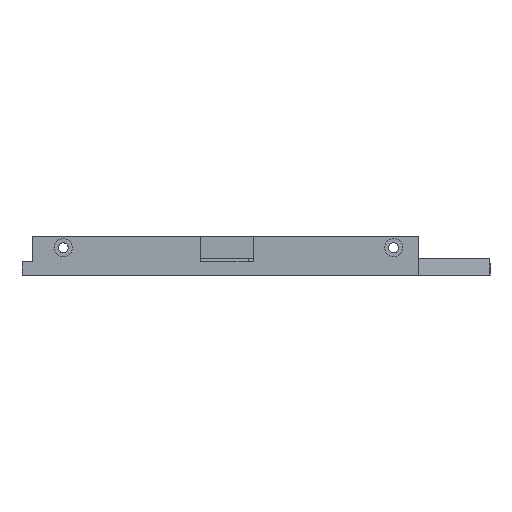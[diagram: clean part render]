
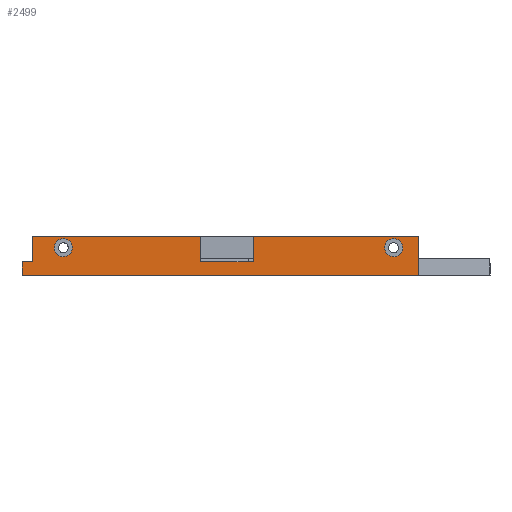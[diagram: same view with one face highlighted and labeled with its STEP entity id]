
A CAD part, left-side view. The second image highlights one B-rep face of the part: STEP entity #2499.
In plain terms, the highlighted face is planar.
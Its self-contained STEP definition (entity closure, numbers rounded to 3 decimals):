
#16 = DIRECTION ( 'NONE',  ( 0., 1., 0. ) ) ;
#23 = EDGE_CURVE ( 'NONE', #167, #97, #3060, .T. ) ;
#36 = VECTOR ( 'NONE', #1620, 1000. ) ;
#57 = CARTESIAN_POINT ( 'NONE',  ( 58., 85., 1.1 ) ) ;
#73 = CIRCLE ( 'NONE', #3301, 3.25 ) ;
#97 = VERTEX_POINT ( 'NONE', #2806 ) ;
#117 = CARTESIAN_POINT ( 'NONE',  ( 58., 70., -0.75 ) ) ;
#167 = VERTEX_POINT ( 'NONE', #777 ) ;
#177 = VERTEX_POINT ( 'NONE', #1824 ) ;
#181 = DIRECTION ( 'NONE',  ( 0., 0., -1. ) ) ;
#266 = LINE ( 'NONE', #3348, #2987 ) ;
#288 = CARTESIAN_POINT ( 'NONE',  ( 58., 70., -4. ) ) ;
#295 = EDGE_CURVE ( 'NONE', #2921, #2709, #3175, .T. ) ;
#298 = DIRECTION ( 'NONE',  ( 0., 0., -1. ) ) ;
#299 = CARTESIAN_POINT ( 'NONE',  ( 58., 81.1, -8. ) ) ;
#344 = AXIS2_PLACEMENT_3D ( 'NONE', #2353, #1401, #1666 ) ;
#354 = CARTESIAN_POINT ( 'NONE',  ( 58., 81.1, 1.1 ) ) ;
#361 = LINE ( 'NONE', #57, #1514 ) ;
#430 = DIRECTION ( 'NONE',  ( 0., 0., -1. ) ) ;
#442 = FACE_BOUND ( 'NONE', #2839, .T. ) ;
#487 = EDGE_CURVE ( 'NONE', #796, #1572, #1763, .T. ) ;
#499 = AXIS2_PLACEMENT_3D ( 'NONE', #2450, #1406, #2464 ) ;
#508 = DIRECTION ( 'NONE',  ( 0., 0., -1. ) ) ;
#535 = CARTESIAN_POINT ( 'NONE',  ( 58., -50., -0.75 ) ) ;
#566 = AXIS2_PLACEMENT_3D ( 'NONE', #1887, #1877, #298 ) ;
#608 = CARTESIAN_POINT ( 'NONE',  ( 58., 85., 0. ) ) ;
#641 = VECTOR ( 'NONE', #1538, 1000. ) ;
#654 = ORIENTED_EDGE ( 'NONE', *, *, #988, .F. ) ;
#737 = EDGE_CURVE ( 'NONE', #2945, #2851, #73, .T. ) ;
#777 = CARTESIAN_POINT ( 'NONE',  ( 58., 1., 1.1 ) ) ;
#796 = VERTEX_POINT ( 'NONE', #2609 ) ;
#813 = ORIENTED_EDGE ( 'NONE', *, *, #737, .F. ) ;
#866 = ORIENTED_EDGE ( 'NONE', *, *, #487, .F. ) ;
#898 = VECTOR ( 'NONE', #3178, 1000. ) ;
#908 = EDGE_CURVE ( 'NONE', #2401, #3216, #1302, .T. ) ;
#910 = ORIENTED_EDGE ( 'NONE', *, *, #3061, .T. ) ;
#988 = EDGE_CURVE ( 'NONE', #1052, #2921, #361, .T. ) ;
#1005 = CARTESIAN_POINT ( 'NONE',  ( 58., 81.1, -8. ) ) ;
#1052 = VERTEX_POINT ( 'NONE', #1457 ) ;
#1092 = EDGE_CURVE ( 'NONE', #3216, #2401, #3214, .T. ) ;
#1093 = FACE_OUTER_BOUND ( 'NONE', #2532, .T. ) ;
#1129 = CARTESIAN_POINT ( 'NONE',  ( 58., -59., -8. ) ) ;
#1221 = AXIS2_PLACEMENT_3D ( 'NONE', #288, #2359, #508 ) ;
#1223 = CARTESIAN_POINT ( 'NONE',  ( 58., -85., -8. ) ) ;
#1284 = CARTESIAN_POINT ( 'NONE',  ( 58., 70., -4. ) ) ;
#1302 = CIRCLE ( 'NONE', #499, 3.25 ) ;
#1348 = LINE ( 'NONE', #1223, #641 ) ;
#1401 = DIRECTION ( 'NONE',  ( 1., 0., 0. ) ) ;
#1406 = DIRECTION ( 'NONE',  ( 1., 0., 0. ) ) ;
#1425 = ORIENTED_EDGE ( 'NONE', *, *, #2070, .F. ) ;
#1435 = EDGE_CURVE ( 'NONE', #2908, #97, #1348, .T. ) ;
#1457 = CARTESIAN_POINT ( 'NONE',  ( 58., 85., 1.1 ) ) ;
#1514 = VECTOR ( 'NONE', #3013, 1000. ) ;
#1538 = DIRECTION ( 'NONE',  ( 0., 1., 0. ) ) ;
#1572 = VERTEX_POINT ( 'NONE', #2264 ) ;
#1587 = CARTESIAN_POINT ( 'NONE',  ( 58., 85., 6. ) ) ;
#1599 = DIRECTION ( 'NONE',  ( 0., 0., 1. ) ) ;
#1619 = ORIENTED_EDGE ( 'NONE', *, *, #295, .F. ) ;
#1620 = DIRECTION ( 'NONE',  ( 0., 0., -1. ) ) ;
#1640 = FACE_BOUND ( 'NONE', #1875, .T. ) ;
#1666 = DIRECTION ( 'NONE',  ( 0., 1., 0. ) ) ;
#1736 = EDGE_CURVE ( 'NONE', #177, #2709, #1752, .T. ) ;
#1752 = LINE ( 'NONE', #2218, #2414 ) ;
#1763 = LINE ( 'NONE', #1587, #2247 ) ;
#1788 = CARTESIAN_POINT ( 'NONE',  ( 58., 1., -8. ) ) ;
#1806 = ORIENTED_EDGE ( 'NONE', *, *, #1092, .F. ) ;
#1824 = CARTESIAN_POINT ( 'NONE',  ( 58., 20.2, -8. ) ) ;
#1825 = DIRECTION ( 'NONE',  ( 1., 0., 0. ) ) ;
#1855 = CARTESIAN_POINT ( 'NONE',  ( 58., 20.2, 1.1 ) ) ;
#1875 = EDGE_LOOP ( 'NONE', ( #1806, #1901 ) ) ;
#1877 = DIRECTION ( 'NONE',  ( 1., 0., 0. ) ) ;
#1887 = CARTESIAN_POINT ( 'NONE',  ( 58., -50., -4. ) ) ;
#1901 = ORIENTED_EDGE ( 'NONE', *, *, #908, .F. ) ;
#1953 = LINE ( 'NONE', #2935, #3323 ) ;
#1975 = VECTOR ( 'NONE', #2985, 1000. ) ;
#1982 = CIRCLE ( 'NONE', #1221, 3.25 ) ;
#2008 = EDGE_CURVE ( 'NONE', #796, #2908, #266, .T. ) ;
#2070 = EDGE_CURVE ( 'NONE', #2851, #2945, #1982, .T. ) ;
#2097 = PLANE ( 'NONE',  #344 ) ;
#2109 = CARTESIAN_POINT ( 'NONE',  ( 58., 20.2, 1.1 ) ) ;
#2135 = ORIENTED_EDGE ( 'NONE', *, *, #23, .F. ) ;
#2164 = VERTEX_POINT ( 'NONE', #1855 ) ;
#2218 = CARTESIAN_POINT ( 'NONE',  ( 58., -85., -8. ) ) ;
#2247 = VECTOR ( 'NONE', #16, 1000. ) ;
#2264 = CARTESIAN_POINT ( 'NONE',  ( 58., 85., 6. ) ) ;
#2284 = ORIENTED_EDGE ( 'NONE', *, *, #1435, .T. ) ;
#2297 = DIRECTION ( 'NONE',  ( 0., 0., -1. ) ) ;
#2298 = LINE ( 'NONE', #2109, #898 ) ;
#2353 = CARTESIAN_POINT ( 'NONE',  ( 58., 85., 0. ) ) ;
#2358 = VECTOR ( 'NONE', #181, 1000. ) ;
#2359 = DIRECTION ( 'NONE',  ( 1., 0., 0. ) ) ;
#2401 = VERTEX_POINT ( 'NONE', #535 ) ;
#2414 = VECTOR ( 'NONE', #2761, 1000. ) ;
#2450 = CARTESIAN_POINT ( 'NONE',  ( 58., -50., -4. ) ) ;
#2453 = ORIENTED_EDGE ( 'NONE', *, *, #3362, .F. ) ;
#2464 = DIRECTION ( 'NONE',  ( 0., 0., -1. ) ) ;
#2471 = CARTESIAN_POINT ( 'NONE',  ( 58., 70., -7.25 ) ) ;
#2499 = ADVANCED_FACE ( 'NONE', ( #1093, #442, #1640 ), #2097, .T. ) ;
#2532 = EDGE_LOOP ( 'NONE', ( #1619, #654, #910, #866, #2656, #2284, #2135, #2453, #2844, #2959 ) ) ;
#2609 = CARTESIAN_POINT ( 'NONE',  ( 58., -59., 6. ) ) ;
#2656 = ORIENTED_EDGE ( 'NONE', *, *, #2008, .T. ) ;
#2676 = LINE ( 'NONE', #608, #1975 ) ;
#2709 = VERTEX_POINT ( 'NONE', #1005 ) ;
#2721 = EDGE_CURVE ( 'NONE', #177, #2164, #1953, .T. ) ;
#2761 = DIRECTION ( 'NONE',  ( 0., 1., 0. ) ) ;
#2806 = CARTESIAN_POINT ( 'NONE',  ( 58., 1., -8. ) ) ;
#2839 = EDGE_LOOP ( 'NONE', ( #813, #1425 ) ) ;
#2844 = ORIENTED_EDGE ( 'NONE', *, *, #2721, .F. ) ;
#2851 = VERTEX_POINT ( 'NONE', #117 ) ;
#2853 = CARTESIAN_POINT ( 'NONE',  ( 58., -50., -7.25 ) ) ;
#2908 = VERTEX_POINT ( 'NONE', #1129 ) ;
#2921 = VERTEX_POINT ( 'NONE', #354 ) ;
#2935 = CARTESIAN_POINT ( 'NONE',  ( 58., 20.2, -8. ) ) ;
#2945 = VERTEX_POINT ( 'NONE', #2471 ) ;
#2959 = ORIENTED_EDGE ( 'NONE', *, *, #1736, .T. ) ;
#2985 = DIRECTION ( 'NONE',  ( 0., 0., 1. ) ) ;
#2987 = VECTOR ( 'NONE', #430, 1000. ) ;
#3013 = DIRECTION ( 'NONE',  ( 0., -1., 0. ) ) ;
#3060 = LINE ( 'NONE', #1788, #2358 ) ;
#3061 = EDGE_CURVE ( 'NONE', #1052, #1572, #2676, .T. ) ;
#3175 = LINE ( 'NONE', #299, #36 ) ;
#3178 = DIRECTION ( 'NONE',  ( 0., -1., 0. ) ) ;
#3214 = CIRCLE ( 'NONE', #566, 3.25 ) ;
#3216 = VERTEX_POINT ( 'NONE', #2853 ) ;
#3301 = AXIS2_PLACEMENT_3D ( 'NONE', #1284, #1825, #2297 ) ;
#3323 = VECTOR ( 'NONE', #1599, 1000. ) ;
#3348 = CARTESIAN_POINT ( 'NONE',  ( 58., -59., 0. ) ) ;
#3362 = EDGE_CURVE ( 'NONE', #2164, #167, #2298, .T. ) ;
